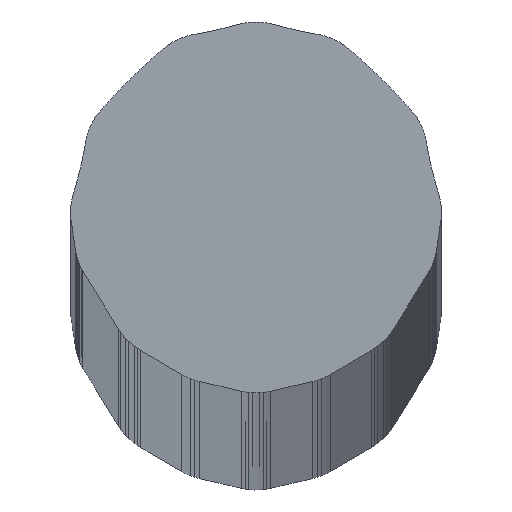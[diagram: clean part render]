
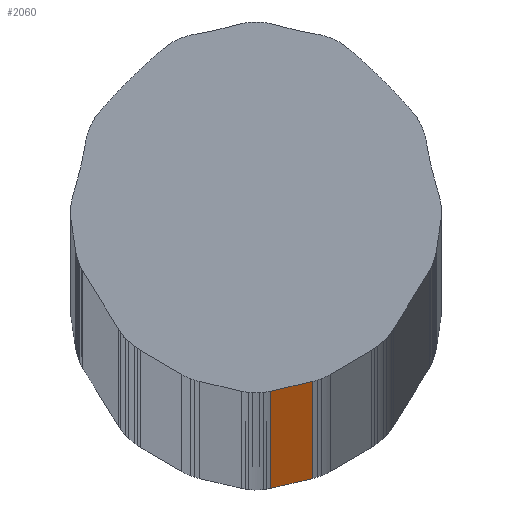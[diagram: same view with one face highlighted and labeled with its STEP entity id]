
A CAD part, top view. The second image highlights one B-rep face of the part: STEP entity #2060.
In plain terms, the highlighted planar face has unit normal (0.227, -0.974, 0).
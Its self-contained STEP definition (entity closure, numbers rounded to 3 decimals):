
#15 = VECTOR ( 'NONE', #6776, 1000. ) ;
#86 = DIRECTION ( 'NONE',  ( 0.974, 0.227, 0. ) ) ;
#791 = VECTOR ( 'NONE', #4726, 1000. ) ;
#804 = EDGE_LOOP ( 'NONE', ( #8111, #7922, #2044, #5004 ) ) ;
#1198 = DIRECTION ( 'NONE',  ( 0., 0., 1. ) ) ;
#1370 = LINE ( 'NONE', #1771, #3927 ) ;
#1735 = VERTEX_POINT ( 'NONE', #9005 ) ;
#1771 = CARTESIAN_POINT ( 'NONE',  ( 0.781, -9.91, 0. ) ) ;
#1824 = EDGE_CURVE ( 'NONE', #4665, #8400, #8953, .T. ) ;
#2044 = ORIENTED_EDGE ( 'NONE', *, *, #9472, .T. ) ;
#2060 = ADVANCED_FACE ( 'NONE', ( #7412 ), #3523, .T. ) ;
#2632 = DIRECTION ( 'NONE',  ( 0.974, 0.227, 0. ) ) ;
#3078 = LINE ( 'NONE', #9686, #791 ) ;
#3523 = PLANE ( 'NONE',  #3638 ) ;
#3638 = AXIS2_PLACEMENT_3D ( 'NONE', #4347, #5200, #86 ) ;
#3859 = CARTESIAN_POINT ( 'NONE',  ( 0.781, -9.91, -3000. ) ) ;
#3927 = VECTOR ( 'NONE', #2632, 1000. ) ;
#3970 = EDGE_CURVE ( 'NONE', #8400, #1735, #1370, .T. ) ;
#4347 = CARTESIAN_POINT ( 'NONE',  ( 0.781, -9.91, -3000. ) ) ;
#4665 = VERTEX_POINT ( 'NONE', #3859 ) ;
#4726 = DIRECTION ( 'NONE',  ( 0.974, 0.227, 0. ) ) ;
#5004 = ORIENTED_EDGE ( 'NONE', *, *, #8420, .T. ) ;
#5200 = DIRECTION ( 'NONE',  ( 0.227, -0.974, 0. ) ) ;
#5752 = CARTESIAN_POINT ( 'NONE',  ( 0.781, -9.91, 0. ) ) ;
#6703 = CARTESIAN_POINT ( 'NONE',  ( 0.781, -9.91, -3000. ) ) ;
#6776 = DIRECTION ( 'NONE',  ( 0., 0., 1. ) ) ;
#7085 = CARTESIAN_POINT ( 'NONE',  ( 3.045, -9.383, -3000. ) ) ;
#7412 = FACE_OUTER_BOUND ( 'NONE', #804, .T. ) ;
#7474 = LINE ( 'NONE', #7085, #9665 ) ;
#7922 = ORIENTED_EDGE ( 'NONE', *, *, #1824, .F. ) ;
#8111 = ORIENTED_EDGE ( 'NONE', *, *, #3970, .F. ) ;
#8400 = VERTEX_POINT ( 'NONE', #5752 ) ;
#8420 = EDGE_CURVE ( 'NONE', #9189, #1735, #7474, .T. ) ;
#8953 = LINE ( 'NONE', #6703, #15 ) ;
#9005 = CARTESIAN_POINT ( 'NONE',  ( 3.045, -9.383, 0. ) ) ;
#9189 = VERTEX_POINT ( 'NONE', #10017 ) ;
#9472 = EDGE_CURVE ( 'NONE', #4665, #9189, #3078, .T. ) ;
#9665 = VECTOR ( 'NONE', #1198, 1000. ) ;
#9686 = CARTESIAN_POINT ( 'NONE',  ( 0.781, -9.91, -3000. ) ) ;
#10017 = CARTESIAN_POINT ( 'NONE',  ( 3.045, -9.383, -3000. ) ) ;
